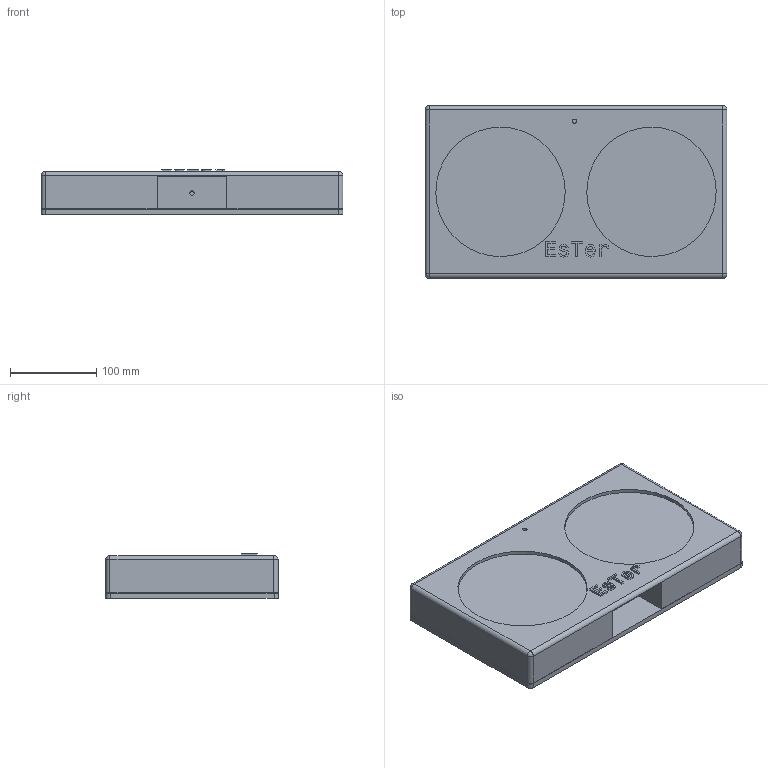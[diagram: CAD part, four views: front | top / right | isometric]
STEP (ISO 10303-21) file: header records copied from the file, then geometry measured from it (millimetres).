
FILE_DESCRIPTION(('CATIA V5 STEP Exchange'),'2;1');
FILE_NAME('BASE_IMP_1.stp','2019-10-10T21:59:40+00:00',('none'),('none'),'CATIA Version 5 Release 19 SP 8 (IN-10)','CATIA V5 STEP AP203','none');
FILE_SCHEMA(('CONFIG_CONTROL_DESIGN'));
Length unit declared in the file: millimetre
Products named in the file (1): Product1
Assembly tree (2 placements, depth 2):
  Product1
    #58
    #7503
Bounding box: 350 x 200.21 x 51.5 mm (x, y, z)
Volume: 947738.7 mm3; surface area: 401054.7 mm2
Topology: 2 solids, 2 shells, 247 faces, 693 edges, 453 vertices
Faces by surface type: plane 219, cylinder 24, sphere 4
Entity records: 7795 total; most frequent: CARTESIAN_POINT 1512, ORIENTED_EDGE 1382, DIRECTION 1106, EDGE_CURVE 691, VECTOR 639, LINE 639, VERTEX_POINT 453, EDGE_LOOP 265
